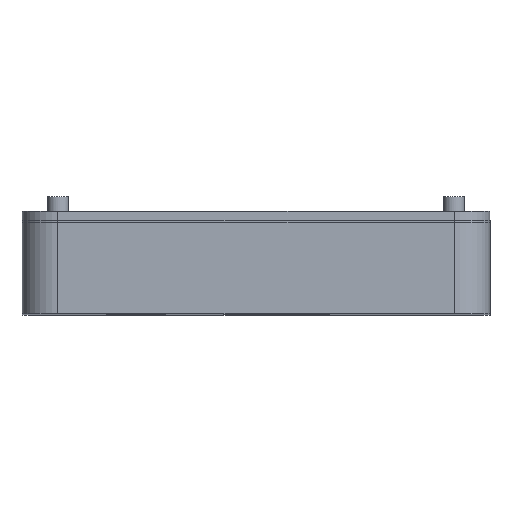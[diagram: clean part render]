
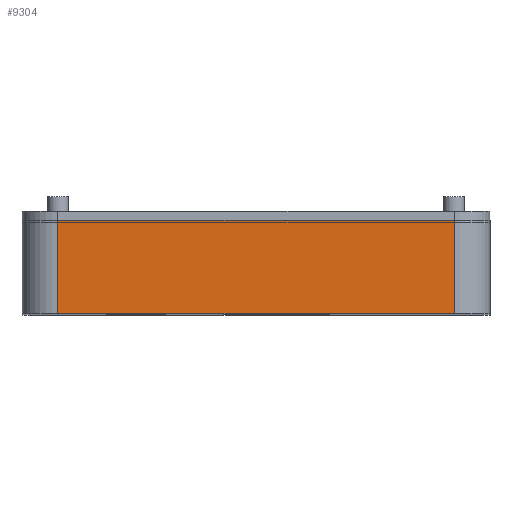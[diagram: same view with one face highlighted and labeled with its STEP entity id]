
A CAD part, top view. The second image highlights one B-rep face of the part: STEP entity #9304.
In plain terms, the highlighted planar face has unit normal (0, 0, 1).
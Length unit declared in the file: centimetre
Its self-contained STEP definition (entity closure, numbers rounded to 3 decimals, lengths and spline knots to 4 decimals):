
#1167=PLANE('',#9941);
#1333=FACE_OUTER_BOUND('',#1901,.T.);
#1901=EDGE_LOOP('',(#7020,#7021,#7022,#7023));
#2498=LINE('',#11702,#3178);
#2510=LINE('',#11737,#3190);
#2512=LINE('',#11743,#3192);
#2562=LINE('',#13649,#3242);
#3178=VECTOR('',#10459,1.);
#3190=VECTOR('',#10491,1.);
#3192=VECTOR('',#10497,1.);
#3242=VECTOR('',#10563,1.);
#3952=VERTEX_POINT('',#11699);
#3953=VERTEX_POINT('',#11701);
#3966=VERTEX_POINT('',#11736);
#3968=VERTEX_POINT('',#11742);
#4988=EDGE_CURVE('',#3952,#3953,#2498,.T.);
#5006=EDGE_CURVE('',#3953,#3966,#2510,.T.);
#5009=EDGE_CURVE('',#3968,#3966,#2512,.T.);
#5365=EDGE_CURVE('',#3968,#3952,#2562,.T.);
#7020=ORIENTED_EDGE('',*,*,#5006,.F.);
#7021=ORIENTED_EDGE('',*,*,#4988,.F.);
#7022=ORIENTED_EDGE('',*,*,#5365,.F.);
#7023=ORIENTED_EDGE('',*,*,#5009,.T.);
#9304=ADVANCED_FACE('',(#1333),#1167,.T.);
#9941=AXIS2_PLACEMENT_3D('',#13648,#10561,#10562);
#10459=DIRECTION('',(1.,0.,0.));
#10491=DIRECTION('',(0.,-1.,0.));
#10497=DIRECTION('',(1.,0.,0.));
#10561=DIRECTION('center_axis',(0.,0.,1.));
#10562=DIRECTION('ref_axis',(1.,0.,0.));
#10563=DIRECTION('',(0.,1.,0.));
#11699=CARTESIAN_POINT('',(-0.45,1.3,9.326));
#11701=CARTESIAN_POINT('',(5.058,1.3,9.326));
#11702=CARTESIAN_POINT('',(-0.95,1.3,9.326));
#11736=CARTESIAN_POINT('',(5.058,0.,9.326));
#11737=CARTESIAN_POINT('',(5.058,0.,9.326));
#11742=CARTESIAN_POINT('',(-0.45,0.,9.326));
#11743=CARTESIAN_POINT('',(-0.95,0.,9.326));
#13648=CARTESIAN_POINT('Origin',(-0.95,0.,9.326));
#13649=CARTESIAN_POINT('',(-0.45,0.,9.326));
